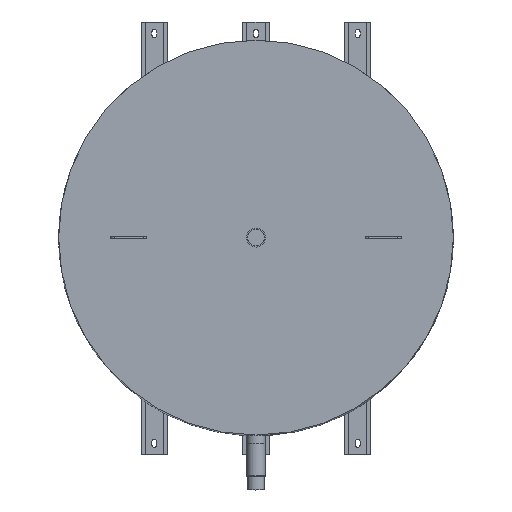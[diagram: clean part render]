
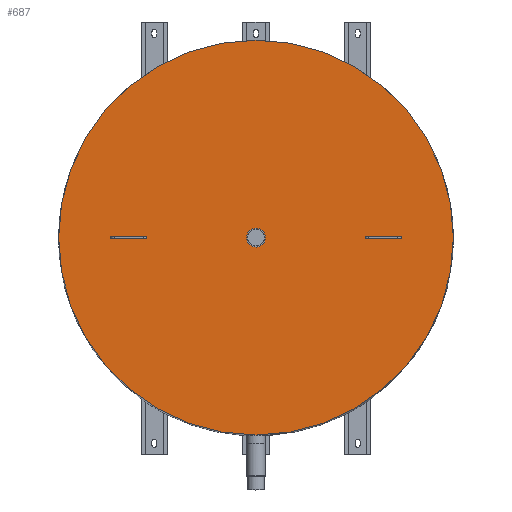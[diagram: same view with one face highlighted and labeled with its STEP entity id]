
A CAD part, top view. The second image highlights one B-rep face of the part: STEP entity #687.
In plain terms, the highlighted face is planar.
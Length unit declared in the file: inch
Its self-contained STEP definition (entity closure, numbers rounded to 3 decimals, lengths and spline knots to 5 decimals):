
#4 = VECTOR ( 'NONE', #3557, 39.37008 ) ;
#72 = VECTOR ( 'NONE', #2895, 39.37008 ) ;
#87 = CARTESIAN_POINT ( 'NONE',  ( 22.125, 74.23, -0.1875 ) ) ;
#151 = VECTOR ( 'NONE', #3798, 39.37008 ) ;
#191 = DIRECTION ( 'NONE',  ( 0., 1., 0. ) ) ;
#236 = LINE ( 'NONE', #267, #3170 ) ;
#243 = ORIENTED_EDGE ( 'NONE', *, *, #2415, .T. ) ;
#248 = LINE ( 'NONE', #3370, #2144 ) ;
#267 = CARTESIAN_POINT ( 'NONE',  ( 16.625, 74.23, 0.1875 ) ) ;
#307 = CARTESIAN_POINT ( 'NONE',  ( 0., 74.23, 0. ) ) ;
#397 = DIRECTION ( 'NONE',  ( 0., 0., -1. ) ) ;
#429 = VECTOR ( 'NONE', #2833, 39.37008 ) ;
#440 = VERTEX_POINT ( 'NONE', #1989 ) ;
#496 = VERTEX_POINT ( 'NONE', #87 ) ;
#502 = ORIENTED_EDGE ( 'NONE', *, *, #2751, .T. ) ;
#533 = VERTEX_POINT ( 'NONE', #2764 ) ;
#545 = CARTESIAN_POINT ( 'NONE',  ( 16.625, 74.23, -0.1875 ) ) ;
#591 = DIRECTION ( 'NONE',  ( 0., 0., 1. ) ) ;
#601 = CIRCLE ( 'NONE', #2949, 30.09375 ) ;
#639 = FACE_BOUND ( 'NONE', #1979, .T. ) ;
#650 = EDGE_CURVE ( 'NONE', #4657, #2575, #236, .T. ) ;
#657 = CARTESIAN_POINT ( 'NONE',  ( 16.625, 74.23, 0.1875 ) ) ;
#687 = ADVANCED_FACE ( 'NONE', ( #3661, #1332, #639, #4447 ), #2201, .T. ) ;
#968 = CARTESIAN_POINT ( 'NONE',  ( 0., 74.23, 0. ) ) ;
#984 = VECTOR ( 'NONE', #397, 39.37008 ) ;
#1016 = VERTEX_POINT ( 'NONE', #2503 ) ;
#1080 = CIRCLE ( 'NONE', #2061, 1.4375 ) ;
#1089 = CARTESIAN_POINT ( 'NONE',  ( -22.125, 74.23, 0.1875 ) ) ;
#1117 = VERTEX_POINT ( 'NONE', #2245 ) ;
#1122 = LINE ( 'NONE', #2668, #984 ) ;
#1125 = ORIENTED_EDGE ( 'NONE', *, *, #4880, .F. ) ;
#1179 = LINE ( 'NONE', #2289, #151 ) ;
#1332 = FACE_OUTER_BOUND ( 'NONE', #2466, .T. ) ;
#1342 = EDGE_CURVE ( 'NONE', #440, #533, #4823, .T. ) ;
#1415 = DIRECTION ( 'NONE',  ( 1., 0., 0. ) ) ;
#1451 = ORIENTED_EDGE ( 'NONE', *, *, #1565, .F. ) ;
#1457 = DIRECTION ( 'NONE',  ( 0., 0., 1. ) ) ;
#1485 = DIRECTION ( 'NONE',  ( 0., 1., 0. ) ) ;
#1508 = EDGE_LOOP ( 'NONE', ( #1651, #1125 ) ) ;
#1516 = CARTESIAN_POINT ( 'NONE',  ( 0., 74.23, -30.09375 ) ) ;
#1565 = EDGE_CURVE ( 'NONE', #2575, #496, #1122, .T. ) ;
#1570 = VERTEX_POINT ( 'NONE', #1516 ) ;
#1651 = ORIENTED_EDGE ( 'NONE', *, *, #3588, .F. ) ;
#1748 = EDGE_CURVE ( 'NONE', #1761, #2557, #1179, .T. ) ;
#1761 = VERTEX_POINT ( 'NONE', #1089 ) ;
#1766 = DIRECTION ( 'NONE',  ( 0., 0., 1. ) ) ;
#1814 = DIRECTION ( 'NONE',  ( 1., 0., 0. ) ) ;
#1831 = AXIS2_PLACEMENT_3D ( 'NONE', #2274, #1485, #1457 ) ;
#1864 = ORIENTED_EDGE ( 'NONE', *, *, #650, .F. ) ;
#1887 = ORIENTED_EDGE ( 'NONE', *, *, #1342, .F. ) ;
#1979 = EDGE_LOOP ( 'NONE', ( #3373, #2920, #502, #1887 ) ) ;
#1989 = CARTESIAN_POINT ( 'NONE',  ( -16.625, 74.23, 0.1875 ) ) ;
#2060 = VERTEX_POINT ( 'NONE', #545 ) ;
#2061 = AXIS2_PLACEMENT_3D ( 'NONE', #307, #4466, #3706 ) ;
#2117 = CARTESIAN_POINT ( 'NONE',  ( 16.625, 74.23, 0.1875 ) ) ;
#2144 = VECTOR ( 'NONE', #1415, 39.37008 ) ;
#2158 = CARTESIAN_POINT ( 'NONE',  ( 0., 74.23, 0. ) ) ;
#2201 = PLANE ( 'NONE',  #2755 ) ;
#2245 = CARTESIAN_POINT ( 'NONE',  ( 0., 74.23, -1.4375 ) ) ;
#2257 = CARTESIAN_POINT ( 'NONE',  ( 16.625, 74.23, -0.1875 ) ) ;
#2274 = CARTESIAN_POINT ( 'NONE',  ( 0., 74.23, 0. ) ) ;
#2289 = CARTESIAN_POINT ( 'NONE',  ( -22.125, 74.23, 0.1875 ) ) ;
#2345 = LINE ( 'NONE', #2770, #4 ) ;
#2349 = DIRECTION ( 'NONE',  ( 0., 1., 0. ) ) ;
#2358 = EDGE_CURVE ( 'NONE', #3496, #1570, #2448, .T. ) ;
#2415 = EDGE_CURVE ( 'NONE', #2060, #496, #2712, .T. ) ;
#2448 = CIRCLE ( 'NONE', #3089, 30.09375 ) ;
#2466 = EDGE_LOOP ( 'NONE', ( #3029, #4329 ) ) ;
#2503 = CARTESIAN_POINT ( 'NONE',  ( 0., 74.23, 1.4375 ) ) ;
#2557 = VERTEX_POINT ( 'NONE', #3123 ) ;
#2575 = VERTEX_POINT ( 'NONE', #3965 ) ;
#2662 = EDGE_CURVE ( 'NONE', #1761, #440, #248, .T. ) ;
#2668 = CARTESIAN_POINT ( 'NONE',  ( 22.125, 74.23, 0.1875 ) ) ;
#2712 = LINE ( 'NONE', #2257, #4398 ) ;
#2751 = EDGE_CURVE ( 'NONE', #2557, #533, #2345, .T. ) ;
#2755 = AXIS2_PLACEMENT_3D ( 'NONE', #968, #4888, #591 ) ;
#2764 = CARTESIAN_POINT ( 'NONE',  ( -16.625, 74.23, -0.1875 ) ) ;
#2770 = CARTESIAN_POINT ( 'NONE',  ( -16.625, 74.23, -0.1875 ) ) ;
#2833 = DIRECTION ( 'NONE',  ( 0., 0., -1. ) ) ;
#2895 = DIRECTION ( 'NONE',  ( 0., 0., -1. ) ) ;
#2920 = ORIENTED_EDGE ( 'NONE', *, *, #1748, .T. ) ;
#2949 = AXIS2_PLACEMENT_3D ( 'NONE', #4275, #2349, #4133 ) ;
#3029 = ORIENTED_EDGE ( 'NONE', *, *, #4496, .T. ) ;
#3089 = AXIS2_PLACEMENT_3D ( 'NONE', #2158, #191, #1766 ) ;
#3123 = CARTESIAN_POINT ( 'NONE',  ( -22.125, 74.23, -0.1875 ) ) ;
#3170 = VECTOR ( 'NONE', #1814, 39.37008 ) ;
#3313 = CARTESIAN_POINT ( 'NONE',  ( -16.625, 74.23, 0.1875 ) ) ;
#3370 = CARTESIAN_POINT ( 'NONE',  ( -16.625, 74.23, 0.1875 ) ) ;
#3373 = ORIENTED_EDGE ( 'NONE', *, *, #2662, .F. ) ;
#3400 = ORIENTED_EDGE ( 'NONE', *, *, #4206, .T. ) ;
#3496 = VERTEX_POINT ( 'NONE', #4981 ) ;
#3557 = DIRECTION ( 'NONE',  ( 1., 0., 0. ) ) ;
#3588 = EDGE_CURVE ( 'NONE', #1117, #1016, #1080, .T. ) ;
#3661 = FACE_BOUND ( 'NONE', #1508, .T. ) ;
#3706 = DIRECTION ( 'NONE',  ( 0., 0., 1. ) ) ;
#3798 = DIRECTION ( 'NONE',  ( 0., 0., -1. ) ) ;
#3847 = EDGE_LOOP ( 'NONE', ( #1864, #3400, #243, #1451 ) ) ;
#3965 = CARTESIAN_POINT ( 'NONE',  ( 22.125, 74.23, 0.1875 ) ) ;
#4133 = DIRECTION ( 'NONE',  ( 0., 0., 1. ) ) ;
#4206 = EDGE_CURVE ( 'NONE', #4657, #2060, #4416, .T. ) ;
#4263 = DIRECTION ( 'NONE',  ( 1., 0., 0. ) ) ;
#4275 = CARTESIAN_POINT ( 'NONE',  ( 0., 74.23, 0. ) ) ;
#4329 = ORIENTED_EDGE ( 'NONE', *, *, #2358, .T. ) ;
#4398 = VECTOR ( 'NONE', #4263, 39.37008 ) ;
#4416 = LINE ( 'NONE', #2117, #429 ) ;
#4447 = FACE_BOUND ( 'NONE', #3847, .T. ) ;
#4466 = DIRECTION ( 'NONE',  ( 0., 1., 0. ) ) ;
#4494 = CIRCLE ( 'NONE', #1831, 1.4375 ) ;
#4496 = EDGE_CURVE ( 'NONE', #1570, #3496, #601, .T. ) ;
#4657 = VERTEX_POINT ( 'NONE', #657 ) ;
#4823 = LINE ( 'NONE', #3313, #72 ) ;
#4880 = EDGE_CURVE ( 'NONE', #1016, #1117, #4494, .T. ) ;
#4888 = DIRECTION ( 'NONE',  ( 0., 1., 0. ) ) ;
#4981 = CARTESIAN_POINT ( 'NONE',  ( 0., 74.23, 30.09375 ) ) ;
